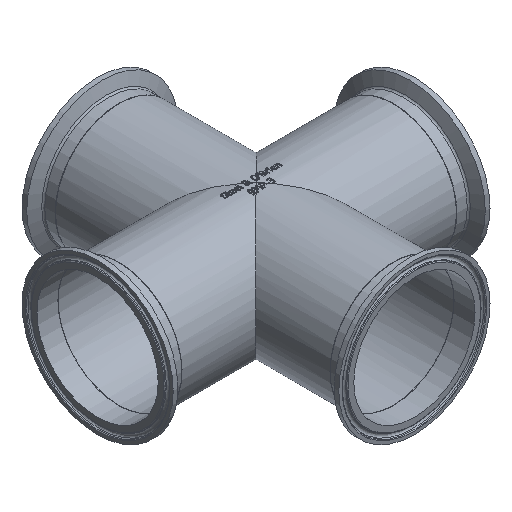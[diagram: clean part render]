
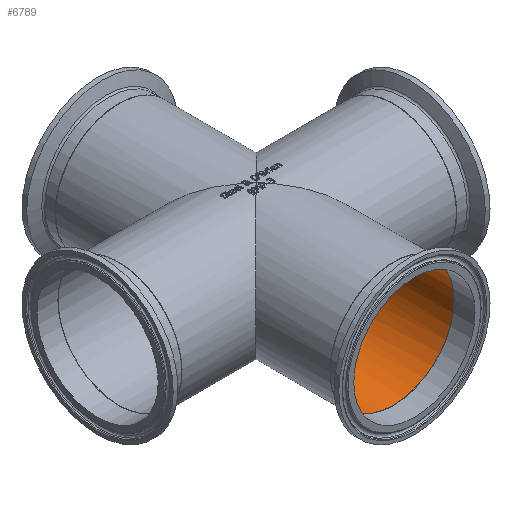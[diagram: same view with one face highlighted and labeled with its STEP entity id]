
A CAD part, isometric view. The second image highlights one B-rep face of the part: STEP entity #6789.
In plain terms, the highlighted cylindrical face has radius 36.449 mm (diameter 72.898 mm), a full revolution.
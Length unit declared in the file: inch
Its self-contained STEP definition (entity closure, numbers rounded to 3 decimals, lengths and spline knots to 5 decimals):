
#87=FACE_BOUND('',#1533,.T.);
#1115=FACE_OUTER_BOUND('',#1532,.T.);
#1532=EDGE_LOOP('',(#6125));
#1533=EDGE_LOOP('',(#6126,#6127));
#2571=CIRCLE('',#7193,1.435);
#2683=ELLIPSE('',#7194,2.0294,1.435);
#2684=ELLIPSE('',#7195,2.0294,1.435);
#3297=VERTEX_POINT('',#14655);
#3298=VERTEX_POINT('',#14657);
#3299=VERTEX_POINT('',#14658);
#4271=EDGE_CURVE('',#3297,#3297,#2571,.T.);
#4272=EDGE_CURVE('',#3298,#3299,#2683,.T.);
#4273=EDGE_CURVE('',#3299,#3298,#2684,.T.);
#6125=ORIENTED_EDGE('',*,*,#4271,.F.);
#6126=ORIENTED_EDGE('',*,*,#4272,.F.);
#6127=ORIENTED_EDGE('',*,*,#4273,.F.);
#6330=CYLINDRICAL_SURFACE('',#7192,1.435);
#6789=ADVANCED_FACE('',(#1115,#87),#6330,.F.);
#7192=AXIS2_PLACEMENT_3D('',#14654,#8386,#8387);
#7193=AXIS2_PLACEMENT_3D('',#14656,#8388,#8389);
#7194=AXIS2_PLACEMENT_3D('',#14659,#8390,#8391);
#7195=AXIS2_PLACEMENT_3D('',#14660,#8392,#8393);
#8386=DIRECTION('center_axis',(0.,-1.,0.));
#8387=DIRECTION('ref_axis',(-1.,0.,0.));
#8388=DIRECTION('center_axis',(0.,1.,0.));
#8389=DIRECTION('ref_axis',(-1.,0.,0.));
#8390=DIRECTION('center_axis',(-0.707,-0.707,0.));
#8391=DIRECTION('ref_axis',(-0.707,0.707,0.));
#8392=DIRECTION('center_axis',(0.707,-0.707,0.));
#8393=DIRECTION('ref_axis',(-0.707,-0.707,0.));
#14654=CARTESIAN_POINT('Origin',(0.,3.25,0.));
#14655=CARTESIAN_POINT('',(1.435,-3.25,0.));
#14656=CARTESIAN_POINT('Origin',(0.,-3.25,0.));
#14657=CARTESIAN_POINT('',(0.,0.,-1.435));
#14658=CARTESIAN_POINT('',(0.,0.,1.435));
#14659=CARTESIAN_POINT('Origin',(0.,0.,0.));
#14660=CARTESIAN_POINT('Origin',(0.,0.,0.));
